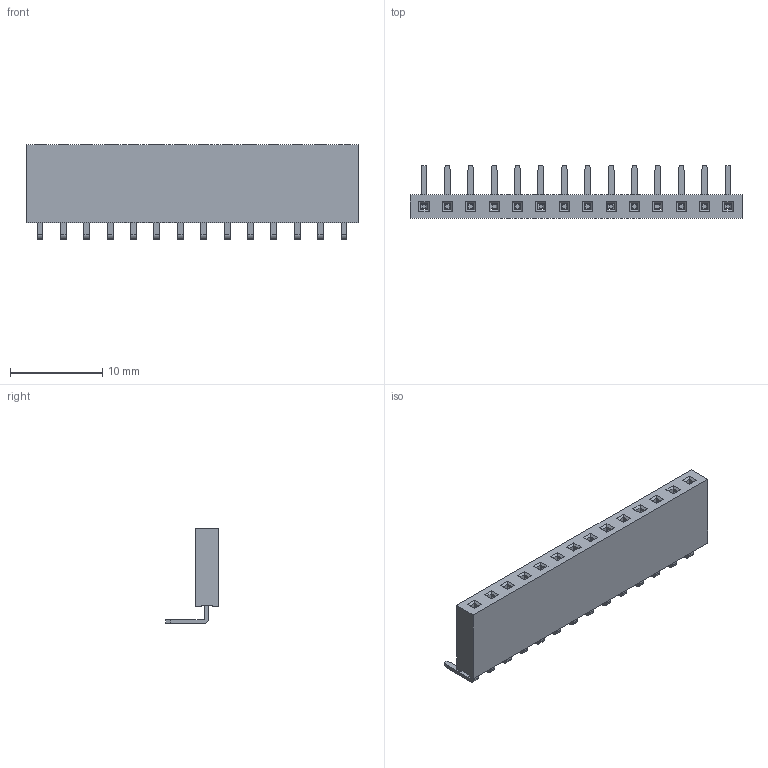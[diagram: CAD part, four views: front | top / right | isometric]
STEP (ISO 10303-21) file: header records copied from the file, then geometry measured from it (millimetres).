
FILE_DESCRIPTION (( 'STEP AP214' ), '1' );
FILE_NAME ('FFH25406-S14B1014K6K-REF .STEP', '2026-04-02T00:50:58', ( '' ), ( '' ), 'SwSTEP 2.0', 'SolidWorks 2021', '' );
FILE_SCHEMA (( 'AUTOMOTIVE_DESIGN' ));
Length unit declared in the file: millimetre
Products named in the file (1): FFH25406-S14B1014K6K-REF 
Bounding box: 36.06 x 5.74 x 10.3 mm (x, y, z)
Volume: 725.1 mm3; surface area: 1873.3 mm2
Topology: 1 solids, 1 shells, 486 faces, 1480 edges, 968 vertices
Faces by surface type: plane 458, cylinder 28
Entity records: 16338 total; most frequent: ORIENTED_EDGE 2960, CARTESIAN_POINT 2935, DIRECTION 2510, EDGE_CURVE 1480, LINE 1424, VECTOR 1424, VERTEX_POINT 968, AXIS2_PLACEMENT_3D 543
